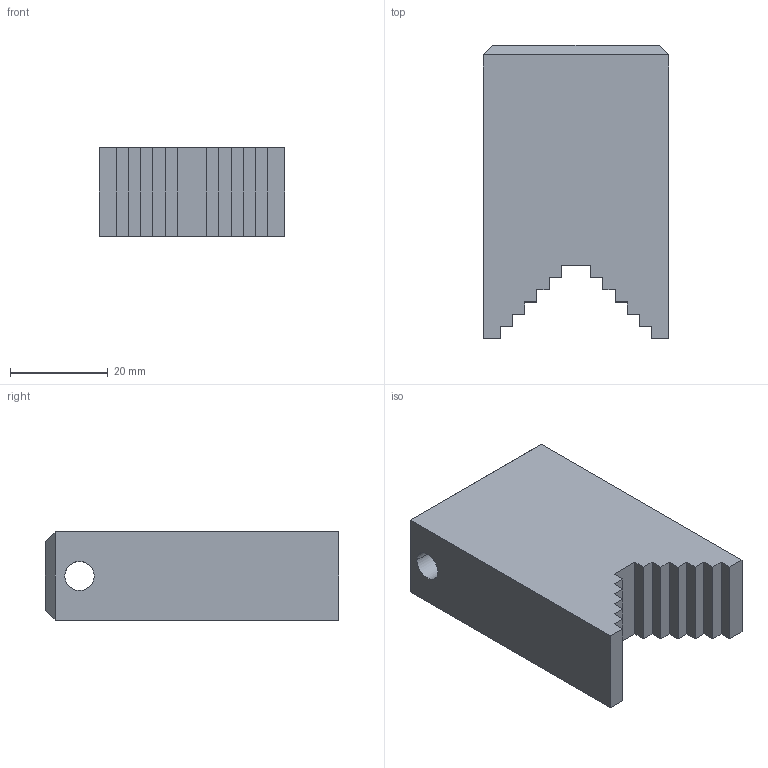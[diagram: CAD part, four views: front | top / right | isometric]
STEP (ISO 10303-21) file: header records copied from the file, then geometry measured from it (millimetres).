
FILE_DESCRIPTION (( 'STEP AP214' ), '1' );
FILE_NAME ('moveable-jaw.STEP', '2025-07-14T16:35:52', ( '' ), ( '' ), 'SwSTEP 2.0', 'SolidWorks 2025', '' );
FILE_SCHEMA (( 'AUTOMOTIVE_DESIGN' ));
Length unit declared in the file: millimetre
Products named in the file (1): moveable-jaw
Bounding box: 38 x 60 x 18 mm (x, y, z)
Volume: 32693 mm3; surface area: 9096.5 mm2
Topology: 1 solids, 1 shells, 42 faces, 116 edges, 73 vertices
Faces by surface type: plane 34, cylinder 6, cone 2
Entity records: 1445 total; most frequent: CARTESIAN_POINT 358, ORIENTED_EDGE 228, DIRECTION 204, EDGE_CURVE 114, LINE 102, VECTOR 102, VERTEX_POINT 73, AXIS2_PLACEMENT_3D 51
